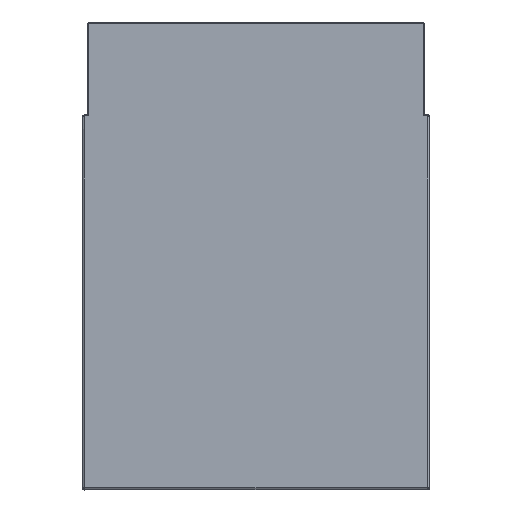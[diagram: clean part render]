
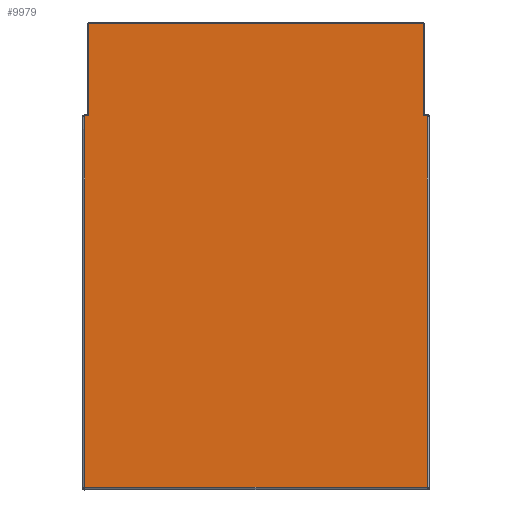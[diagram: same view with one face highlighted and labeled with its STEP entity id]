
A CAD part, top view. The second image highlights one B-rep face of the part: STEP entity #9979.
In plain terms, the highlighted face is planar.
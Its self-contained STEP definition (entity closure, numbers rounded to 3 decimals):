
#132=B_SPLINE_CURVE_WITH_KNOTS('',3,(#14056,#14057,#14058,#14059),
 .UNSPECIFIED.,.F.,.F.,(4,4),(0.,1.),
 .UNSPECIFIED.);
#133=B_SPLINE_CURVE_WITH_KNOTS('',3,(#14063,#14064,#14065,#14066),
 .UNSPECIFIED.,.F.,.F.,(4,4),(0.,1.),
 .UNSPECIFIED.);
#1112=ORIENTED_EDGE('',*,*,#3127,.T.);
#1113=ORIENTED_EDGE('',*,*,#3078,.F.);
#1114=ORIENTED_EDGE('',*,*,#3086,.F.);
#1115=ORIENTED_EDGE('',*,*,#3122,.F.);
#1116=ORIENTED_EDGE('',*,*,#3125,.F.);
#1117=ORIENTED_EDGE('',*,*,#2883,.F.);
#1118=ORIENTED_EDGE('',*,*,#3128,.T.);
#1119=ORIENTED_EDGE('',*,*,#3129,.T.);
#1120=ORIENTED_EDGE('',*,*,#3130,.T.);
#1121=ORIENTED_EDGE('',*,*,#3131,.T.);
#2883=EDGE_CURVE('',#3945,#3944,#4672,.F.);
#3078=EDGE_CURVE('',#4094,#4093,#4855,.T.);
#3086=EDGE_CURVE('',#4099,#4094,#4863,.T.);
#3122=EDGE_CURVE('',#4118,#4099,#4895,.F.);
#3125=EDGE_CURVE('',#3944,#4118,#4896,.F.);
#3127=EDGE_CURVE('',#4119,#4093,#4897,.T.);
#3128=EDGE_CURVE('',#3945,#4120,#132,.T.);
#3129=EDGE_CURVE('',#4120,#4121,#4898,.F.);
#3130=EDGE_CURVE('',#4121,#4122,#133,.T.);
#3131=EDGE_CURVE('',#4122,#4119,#4899,.T.);
#3944=VERTEX_POINT('',#13552);
#3945=VERTEX_POINT('',#13557);
#4093=VERTEX_POINT('',#13949);
#4094=VERTEX_POINT('',#13951);
#4099=VERTEX_POINT('',#13969);
#4118=VERTEX_POINT('',#14039);
#4119=VERTEX_POINT('',#14055);
#4120=VERTEX_POINT('',#14060);
#4121=VERTEX_POINT('',#14062);
#4122=VERTEX_POINT('',#14067);
#4672=LINE('',#13558,#5647);
#4855=LINE('',#13952,#5830);
#4863=LINE('',#13968,#5838);
#4895=LINE('',#14040,#5870);
#4896=LINE('',#14048,#5871);
#4897=LINE('',#14054,#5872);
#4898=LINE('',#14061,#5873);
#4899=LINE('',#14068,#5874);
#5647=VECTOR('',#11297,1000.);
#5830=VECTOR('',#11580,1000.);
#5838=VECTOR('',#11596,1000.);
#5870=VECTOR('',#11660,1000.);
#5871=VECTOR('',#11667,1000.);
#5872=VECTOR('',#11670,1000.);
#5873=VECTOR('',#11671,1000.);
#5874=VECTOR('',#11672,1000.);
#6461=EDGE_LOOP('',(#1112,#1113,#1114,#1115,#1116,#1117,#1118,#1119,#1120,
#1121));
#6875=FACE_BOUND('',#6461,.T.);
#7249=PLANE('',#10447);
#9979=ADVANCED_FACE('',(#6875),#7249,.T.);
#10447=AXIS2_PLACEMENT_3D('',#14053,#11668,#11669);
#11297=DIRECTION('',(-1.,0.,0.));
#11580=DIRECTION('',(-1.,0.,0.));
#11596=DIRECTION('',(0.,1.,0.));
#11660=DIRECTION('',(-1.,0.,0.));
#11667=DIRECTION('',(0.,1.,0.));
#11668=DIRECTION('',(0.,0.,-1.));
#11669=DIRECTION('',(0.,-1.,0.));
#11670=DIRECTION('',(0.,1.,0.));
#11671=DIRECTION('',(0.,-1.,0.));
#11672=DIRECTION('',(1.,0.,0.));
#13552=CARTESIAN_POINT('',(-6.235,-7.45,-6.425));
#13557=CARTESIAN_POINT('',(-10.325,-7.45,-6.425));
#13558=CARTESIAN_POINT('',(-5.799,-7.45,-6.425));
#13949=CARTESIAN_POINT('',(-6.235,7.64,-6.425));
#13951=CARTESIAN_POINT('',(10.325,7.64,-6.425));
#13952=CARTESIAN_POINT('',(10.325,7.64,-6.425));
#13968=CARTESIAN_POINT('',(10.325,-7.64,-6.425));
#13969=CARTESIAN_POINT('',(10.325,-7.64,-6.425));
#14039=CARTESIAN_POINT('',(-6.235,-7.64,-6.425));
#14040=CARTESIAN_POINT('',(10.325,-7.64,-6.425));
#14048=CARTESIAN_POINT('',(-6.235,-7.659,-6.425));
#14053=CARTESIAN_POINT('',(10.325,7.64,-6.425));
#14054=CARTESIAN_POINT('',(-6.235,7.43,-6.425));
#14055=CARTESIAN_POINT('',(-6.235,7.45,-6.425));
#14056=CARTESIAN_POINT('',(-10.325,-7.45,-6.425));
#14057=CARTESIAN_POINT('',(-10.352,-7.45,-6.425));
#14058=CARTESIAN_POINT('',(-10.375,-7.428,-6.425));
#14059=CARTESIAN_POINT('',(-10.375,-7.4,-6.425));
#14060=CARTESIAN_POINT('',(-10.375,-7.4,-6.425));
#14061=CARTESIAN_POINT('',(-10.375,7.4,-6.425));
#14062=CARTESIAN_POINT('',(-10.375,7.4,-6.425));
#14063=CARTESIAN_POINT('',(-10.375,7.4,-6.425));
#14064=CARTESIAN_POINT('',(-10.375,7.427,-6.425));
#14065=CARTESIAN_POINT('',(-10.353,7.45,-6.425));
#14066=CARTESIAN_POINT('',(-10.325,7.45,-6.425));
#14067=CARTESIAN_POINT('',(-10.325,7.45,-6.425));
#14068=CARTESIAN_POINT('',(-10.736,7.45,-6.425));
